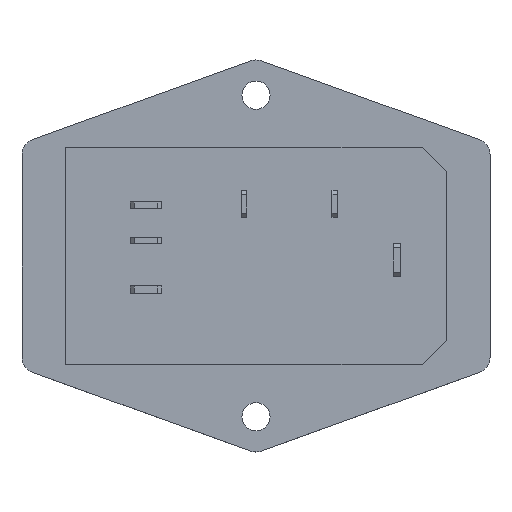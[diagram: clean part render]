
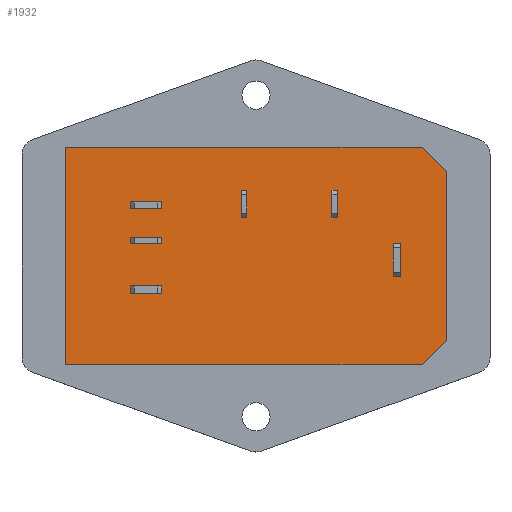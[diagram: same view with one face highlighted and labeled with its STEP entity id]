
A CAD part, top view. The second image highlights one B-rep face of the part: STEP entity #1932.
In plain terms, the highlighted planar face has unit normal (0, 0, 1).
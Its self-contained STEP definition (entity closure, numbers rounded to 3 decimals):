
#49=PLANE('',#2055);
#181=LINE('',#2791,#416);
#183=LINE('',#2795,#418);
#186=LINE('',#2800,#421);
#188=LINE('',#2804,#423);
#190=LINE('',#2808,#425);
#191=LINE('',#2810,#426);
#222=LINE('',#2874,#457);
#223=LINE('',#2876,#458);
#224=LINE('',#2878,#459);
#225=LINE('',#2879,#460);
#226=LINE('',#2882,#461);
#227=LINE('',#2884,#462);
#228=LINE('',#2886,#463);
#229=LINE('',#2887,#464);
#230=LINE('',#2890,#465);
#231=LINE('',#2892,#466);
#232=LINE('',#2894,#467);
#233=LINE('',#2895,#468);
#234=LINE('',#2898,#469);
#235=LINE('',#2900,#470);
#236=LINE('',#2902,#471);
#237=LINE('',#2903,#472);
#238=LINE('',#2906,#473);
#239=LINE('',#2908,#474);
#240=LINE('',#2910,#475);
#241=LINE('',#2911,#476);
#242=LINE('',#2914,#477);
#243=LINE('',#2916,#478);
#244=LINE('',#2918,#479);
#245=LINE('',#2919,#480);
#416=VECTOR('',#2293,1000.);
#418=VECTOR('',#2297,1000.);
#421=VECTOR('',#2302,1000.);
#423=VECTOR('',#2306,1000.);
#425=VECTOR('',#2310,1000.);
#426=VECTOR('',#2313,1000.);
#457=VECTOR('',#2358,1000.);
#458=VECTOR('',#2359,1000.);
#459=VECTOR('',#2360,1000.);
#460=VECTOR('',#2361,1000.);
#461=VECTOR('',#2362,1000.);
#462=VECTOR('',#2363,1000.);
#463=VECTOR('',#2364,1000.);
#464=VECTOR('',#2365,1000.);
#465=VECTOR('',#2366,1000.);
#466=VECTOR('',#2367,1000.);
#467=VECTOR('',#2368,1000.);
#468=VECTOR('',#2369,1000.);
#469=VECTOR('',#2370,1000.);
#470=VECTOR('',#2371,1000.);
#471=VECTOR('',#2372,1000.);
#472=VECTOR('',#2373,1000.);
#473=VECTOR('',#2374,1000.);
#474=VECTOR('',#2375,1000.);
#475=VECTOR('',#2376,1000.);
#476=VECTOR('',#2377,1000.);
#477=VECTOR('',#2378,1000.);
#478=VECTOR('',#2379,1000.);
#479=VECTOR('',#2380,1000.);
#480=VECTOR('',#2381,1000.);
#600=FACE_BOUND('',#765,.T.);
#601=FACE_BOUND('',#766,.T.);
#602=FACE_BOUND('',#767,.T.);
#603=FACE_BOUND('',#768,.T.);
#604=FACE_BOUND('',#769,.T.);
#605=FACE_BOUND('',#770,.T.);
#649=FACE_OUTER_BOUND('',#764,.T.);
#764=EDGE_LOOP('',(#1503,#1504,#1505,#1506,#1507,#1508));
#765=EDGE_LOOP('',(#1509,#1510,#1511,#1512));
#766=EDGE_LOOP('',(#1513,#1514,#1515,#1516));
#767=EDGE_LOOP('',(#1517,#1518,#1519,#1520));
#768=EDGE_LOOP('',(#1521,#1522,#1523,#1524));
#769=EDGE_LOOP('',(#1525,#1526,#1527,#1528));
#770=EDGE_LOOP('',(#1529,#1530,#1531,#1532));
#918=VERTEX_POINT('',#2788);
#919=VERTEX_POINT('',#2790);
#920=VERTEX_POINT('',#2794);
#921=VERTEX_POINT('',#2798);
#922=VERTEX_POINT('',#2802);
#923=VERTEX_POINT('',#2806);
#948=VERTEX_POINT('',#2872);
#949=VERTEX_POINT('',#2873);
#950=VERTEX_POINT('',#2875);
#951=VERTEX_POINT('',#2877);
#952=VERTEX_POINT('',#2880);
#953=VERTEX_POINT('',#2881);
#954=VERTEX_POINT('',#2883);
#955=VERTEX_POINT('',#2885);
#956=VERTEX_POINT('',#2888);
#957=VERTEX_POINT('',#2889);
#958=VERTEX_POINT('',#2891);
#959=VERTEX_POINT('',#2893);
#960=VERTEX_POINT('',#2896);
#961=VERTEX_POINT('',#2897);
#962=VERTEX_POINT('',#2899);
#963=VERTEX_POINT('',#2901);
#964=VERTEX_POINT('',#2904);
#965=VERTEX_POINT('',#2905);
#966=VERTEX_POINT('',#2907);
#967=VERTEX_POINT('',#2909);
#968=VERTEX_POINT('',#2912);
#969=VERTEX_POINT('',#2913);
#970=VERTEX_POINT('',#2915);
#971=VERTEX_POINT('',#2917);
#1114=EDGE_CURVE('',#919,#918,#181,.T.);
#1116=EDGE_CURVE('',#920,#919,#183,.T.);
#1119=EDGE_CURVE('',#921,#920,#186,.T.);
#1121=EDGE_CURVE('',#922,#921,#188,.T.);
#1123=EDGE_CURVE('',#923,#922,#190,.T.);
#1124=EDGE_CURVE('',#918,#923,#191,.T.);
#1155=EDGE_CURVE('',#948,#949,#222,.T.);
#1156=EDGE_CURVE('',#948,#950,#223,.T.);
#1157=EDGE_CURVE('',#951,#950,#224,.T.);
#1158=EDGE_CURVE('',#951,#949,#225,.T.);
#1159=EDGE_CURVE('',#952,#953,#226,.T.);
#1160=EDGE_CURVE('',#952,#954,#227,.T.);
#1161=EDGE_CURVE('',#955,#954,#228,.T.);
#1162=EDGE_CURVE('',#955,#953,#229,.T.);
#1163=EDGE_CURVE('',#956,#957,#230,.T.);
#1164=EDGE_CURVE('',#958,#957,#231,.T.);
#1165=EDGE_CURVE('',#958,#959,#232,.T.);
#1166=EDGE_CURVE('',#956,#959,#233,.T.);
#1167=EDGE_CURVE('',#960,#961,#234,.T.);
#1168=EDGE_CURVE('',#962,#961,#235,.T.);
#1169=EDGE_CURVE('',#962,#963,#236,.T.);
#1170=EDGE_CURVE('',#960,#963,#237,.T.);
#1171=EDGE_CURVE('',#964,#965,#238,.T.);
#1172=EDGE_CURVE('',#966,#965,#239,.T.);
#1173=EDGE_CURVE('',#966,#967,#240,.T.);
#1174=EDGE_CURVE('',#964,#967,#241,.T.);
#1175=EDGE_CURVE('',#968,#969,#242,.T.);
#1176=EDGE_CURVE('',#968,#970,#243,.T.);
#1177=EDGE_CURVE('',#971,#970,#244,.T.);
#1178=EDGE_CURVE('',#971,#969,#245,.T.);
#1503=ORIENTED_EDGE('',*,*,#1124,.T.);
#1504=ORIENTED_EDGE('',*,*,#1123,.T.);
#1505=ORIENTED_EDGE('',*,*,#1121,.T.);
#1506=ORIENTED_EDGE('',*,*,#1119,.T.);
#1507=ORIENTED_EDGE('',*,*,#1116,.T.);
#1508=ORIENTED_EDGE('',*,*,#1114,.T.);
#1509=ORIENTED_EDGE('',*,*,#1155,.F.);
#1510=ORIENTED_EDGE('',*,*,#1156,.T.);
#1511=ORIENTED_EDGE('',*,*,#1157,.F.);
#1512=ORIENTED_EDGE('',*,*,#1158,.T.);
#1513=ORIENTED_EDGE('',*,*,#1159,.F.);
#1514=ORIENTED_EDGE('',*,*,#1160,.T.);
#1515=ORIENTED_EDGE('',*,*,#1161,.F.);
#1516=ORIENTED_EDGE('',*,*,#1162,.T.);
#1517=ORIENTED_EDGE('',*,*,#1163,.T.);
#1518=ORIENTED_EDGE('',*,*,#1164,.F.);
#1519=ORIENTED_EDGE('',*,*,#1165,.T.);
#1520=ORIENTED_EDGE('',*,*,#1166,.F.);
#1521=ORIENTED_EDGE('',*,*,#1167,.T.);
#1522=ORIENTED_EDGE('',*,*,#1168,.F.);
#1523=ORIENTED_EDGE('',*,*,#1169,.T.);
#1524=ORIENTED_EDGE('',*,*,#1170,.F.);
#1525=ORIENTED_EDGE('',*,*,#1171,.T.);
#1526=ORIENTED_EDGE('',*,*,#1172,.F.);
#1527=ORIENTED_EDGE('',*,*,#1173,.T.);
#1528=ORIENTED_EDGE('',*,*,#1174,.F.);
#1529=ORIENTED_EDGE('',*,*,#1175,.F.);
#1530=ORIENTED_EDGE('',*,*,#1176,.T.);
#1531=ORIENTED_EDGE('',*,*,#1177,.F.);
#1532=ORIENTED_EDGE('',*,*,#1178,.T.);
#1932=ADVANCED_FACE('',(#649,#600,#601,#602,#603,#604,#605),#49,.F.);
#2055=AXIS2_PLACEMENT_3D('',#2871,#2356,#2357);
#2293=DIRECTION('',(1.,0.,0.));
#2297=DIRECTION('',(0.,-1.,0.));
#2302=DIRECTION('',(-1.,0.,0.));
#2306=DIRECTION('',(-0.707,0.707,0.));
#2310=DIRECTION('',(0.,1.,0.));
#2313=DIRECTION('',(0.707,0.707,0.));
#2356=DIRECTION('center_axis',(0.,0.,-1.));
#2357=DIRECTION('ref_axis',(-1.,0.,0.));
#2358=DIRECTION('',(-1.,0.,0.));
#2359=DIRECTION('',(0.,-1.,0.));
#2360=DIRECTION('',(1.,0.,0.));
#2361=DIRECTION('',(0.,1.,0.));
#2362=DIRECTION('',(-1.,0.,0.));
#2363=DIRECTION('',(0.,-1.,0.));
#2364=DIRECTION('',(1.,0.,0.));
#2365=DIRECTION('',(0.,1.,0.));
#2366=DIRECTION('',(1.,0.,0.));
#2367=DIRECTION('',(0.,1.,0.));
#2368=DIRECTION('',(-1.,0.,0.));
#2369=DIRECTION('',(0.,-1.,0.));
#2370=DIRECTION('',(1.,0.,0.));
#2371=DIRECTION('',(0.,1.,0.));
#2372=DIRECTION('',(-1.,0.,0.));
#2373=DIRECTION('',(0.,-1.,0.));
#2374=DIRECTION('',(1.,0.,0.));
#2375=DIRECTION('',(0.,1.,0.));
#2376=DIRECTION('',(-1.,0.,0.));
#2377=DIRECTION('',(0.,-1.,0.));
#2378=DIRECTION('',(-1.,0.,0.));
#2379=DIRECTION('',(0.,-1.,0.));
#2380=DIRECTION('',(1.,0.,0.));
#2381=DIRECTION('',(0.,1.,0.));
#2788=CARTESIAN_POINT('',(20.65,-13.5,18.2));
#2790=CARTESIAN_POINT('',(-23.65,-13.5,18.2));
#2791=CARTESIAN_POINT('',(-23.65,-13.5,18.2));
#2794=CARTESIAN_POINT('',(-23.65,13.5,18.2));
#2795=CARTESIAN_POINT('',(-23.65,-13.5,18.2));
#2798=CARTESIAN_POINT('',(20.65,13.5,18.2));
#2800=CARTESIAN_POINT('',(-23.65,13.5,18.2));
#2802=CARTESIAN_POINT('',(23.65,10.5,18.2));
#2804=CARTESIAN_POINT('',(20.65,13.5,18.2));
#2806=CARTESIAN_POINT('',(23.65,-10.5,18.2));
#2808=CARTESIAN_POINT('',(23.65,-13.5,18.2));
#2810=CARTESIAN_POINT('',(23.65,-10.5,18.2));
#2871=CARTESIAN_POINT('Origin',(0.,0.,18.2));
#2872=CARTESIAN_POINT('',(-11.755,6.673,18.2));
#2873=CARTESIAN_POINT('',(-15.656,6.673,18.2));
#2874=CARTESIAN_POINT('',(0.,6.673,18.2));
#2875=CARTESIAN_POINT('',(-11.755,5.903,18.2));
#2876=CARTESIAN_POINT('',(-11.755,6.673,18.2));
#2877=CARTESIAN_POINT('',(-15.656,5.903,18.2));
#2878=CARTESIAN_POINT('',(0.,5.903,18.2));
#2879=CARTESIAN_POINT('',(-15.656,6.673,18.2));
#2880=CARTESIAN_POINT('',(-11.755,-3.747,18.2));
#2881=CARTESIAN_POINT('',(-15.656,-3.747,18.2));
#2882=CARTESIAN_POINT('',(0.,-3.747,18.2));
#2883=CARTESIAN_POINT('',(-11.755,-4.723,18.2));
#2884=CARTESIAN_POINT('',(-11.755,-3.747,18.2));
#2885=CARTESIAN_POINT('',(-15.656,-4.723,18.2));
#2886=CARTESIAN_POINT('',(0.,-4.723,18.2));
#2887=CARTESIAN_POINT('',(-15.656,-3.747,18.2));
#2888=CARTESIAN_POINT('',(9.445,8.111,18.2));
#2889=CARTESIAN_POINT('',(10.113,8.111,18.2));
#2890=CARTESIAN_POINT('',(9.445,8.111,18.2));
#2891=CARTESIAN_POINT('',(10.113,4.774,18.2));
#2892=CARTESIAN_POINT('',(10.113,0.,18.2));
#2893=CARTESIAN_POINT('',(9.445,4.774,18.2));
#2894=CARTESIAN_POINT('',(9.445,4.774,18.2));
#2895=CARTESIAN_POINT('',(9.445,0.,18.2));
#2896=CARTESIAN_POINT('',(17.042,1.489,18.2));
#2897=CARTESIAN_POINT('',(17.915,1.489,18.2));
#2898=CARTESIAN_POINT('',(17.042,1.489,18.2));
#2899=CARTESIAN_POINT('',(17.915,-2.567,18.2));
#2900=CARTESIAN_POINT('',(17.915,0.,18.2));
#2901=CARTESIAN_POINT('',(17.042,-2.567,18.2));
#2902=CARTESIAN_POINT('',(17.042,-2.567,18.2));
#2903=CARTESIAN_POINT('',(17.042,0.,18.2));
#2904=CARTESIAN_POINT('',(-1.797,8.111,18.2));
#2905=CARTESIAN_POINT('',(-1.129,8.111,18.2));
#2906=CARTESIAN_POINT('',(-1.797,8.111,18.2));
#2907=CARTESIAN_POINT('',(-1.129,4.774,18.2));
#2908=CARTESIAN_POINT('',(-1.129,0.,18.2));
#2909=CARTESIAN_POINT('',(-1.797,4.774,18.2));
#2910=CARTESIAN_POINT('',(-1.797,4.774,18.2));
#2911=CARTESIAN_POINT('',(-1.797,0.,18.2));
#2912=CARTESIAN_POINT('',(-11.755,2.259,18.2));
#2913=CARTESIAN_POINT('',(-15.656,2.259,18.2));
#2914=CARTESIAN_POINT('',(0.,2.259,18.2));
#2915=CARTESIAN_POINT('',(-11.755,1.489,18.2));
#2916=CARTESIAN_POINT('',(-11.755,2.259,18.2));
#2917=CARTESIAN_POINT('',(-15.656,1.489,18.2));
#2918=CARTESIAN_POINT('',(0.,1.489,18.2));
#2919=CARTESIAN_POINT('',(-15.656,2.259,18.2));
